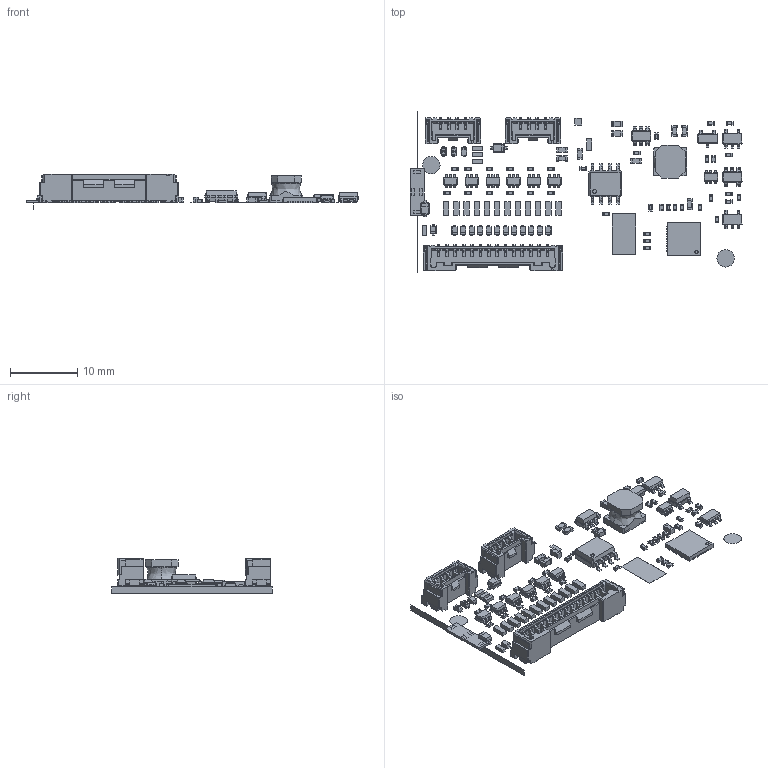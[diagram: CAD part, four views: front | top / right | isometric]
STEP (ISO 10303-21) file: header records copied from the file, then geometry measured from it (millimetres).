
FILE_DESCRIPTION(/* description */ (''),/* implementation_level */ '2;1');
FILE_NAME(/* name */ 'BaseTemplateNoLED.step',/* time_stamp */ '2022-07-26T11:50:47+02:00',/* author */ (''),/* organization */ (''),/* preprocessor_version */ 'ST-DEVELOPER v19',/* originating_system */ 'Autodesk Translation Framework v11.7.0.108',/* authorisation */ '');
FILE_SCHEMA (('AUTOMOTIVE_DESIGN { 1 0 10303 214 3 1 1 }','PROCESS_PLANNING_SCHEMA'));
Products named in the file (237): BaseTemplate; PT061; Board; Elektronik; Elektronik v5.step; LL012-3D.step; DesignRootModel.step; Submodel-ESD-TVS-24V-UNI-PESD24VS1UB_part_simplified_SOD-523.step; Submodel-Q_4_FunktionsmusterAlgraDF_LeanLine03-Hardware01-Schema-Layo
utLL012LL012_PCB3DInput_SD_SOD-523.xtd.step; Submodel-ESD-TVS-24V-UNI-PESD24VS1UB_part_simplified_SOD-523.step-1; Submodel-Q_4_FunktionsmusterAlgraDF_LeanLine03-Hardware01-Schema-Layo
utLL012LL012_PCB3DInput_SD_SOD-523.xtd.step-1; Submodel-D-S-PMEG4005AEA_part_simplified_SOD323.step; Submodel-Q_4_FunktionsmusterAlgraDF_LeanLine03-Hardware01-Schema-Layo
utLL012LL012_PCB3DInput_SD_SOD-323.xtd.step; Submodel-D-S-PMEG4005AEA_part_simplified_SOD323.step-1; Submodel-Q_4_FunktionsmusterAlgraDF_LeanLine03-Hardware01-Schema-Layo
utLL012LL012_PCB3DInput_SD_SOD-323.xtd.step-1; D_SOD-323.step; Submodel-R-0402-4K7_part_simplified_0402.step; Submodel-Q_4_FunktionsmusterAlgraDF_LeanLine03-Hardware01-Schema-Layo
utLL012LL012_PCB3DInput_SR_0402_1005Metric.xtd.step; Submodel-R-0402-4K7_part_simplified_0402.step-1; Submodel-Q_4_FunktionsmusterAlgraDF_LeanLine03-Hardware01-Schema-Layo
utLL012LL012_PCB3DInput_SR_0402_1005Metric.xtd.step-1; Submodel-ESD-TVS-24V-UNI-PESD24VS1UB_part_simplified_SOD-523.step-2; Submodel-Q_4_FunktionsmusterAlgraDF_LeanLine03-Hardware01-Schema-Layo
utLL012LL012_PCB3DInput_SD_SOD-523.xtd.step-2; Submodel-ESD-TVS-24V-UNI-PESD24VS1UB_part_simplified_SOD-523.step-3; Submodel-Q_4_FunktionsmusterAlgraDF_LeanLine03-Hardware01-Schema-Layo
utLL012LL012_PCB3DInput_SD_SOD-523.xtd.step-3; Submodel-ESD-TVS-24V-UNI-PESD24VS1UB_part_simplified_SOD-523.step-4; Submodel-Q_4_FunktionsmusterAlgraDF_LeanLine03-Hardware01-Schema-Layo
utLL012LL012_PCB3DInput_SD_SOD-523.xtd.step-4; Submodel-ESD-TVS-24V-UNI-PESD24VS1UB_part_simplified_SOD-523.step-5; Submodel-Q_4_FunktionsmusterAlgraDF_LeanLine03-Hardware01-Schema-Layo
utLL012LL012_PCB3DInput_SD_SOD-523.xtd.step-5; Submodel-ESD-TVS-24V-UNI-PESD24VS1UB_part_simplified_SOD-523.step-6; Submodel-Q_4_FunktionsmusterAlgraDF_LeanLine03-Hardware01-Schema-Layo
utLL012LL012_PCB3DInput_SD_SOD-523.xtd.step-6; Submodel-ESD-TVS-24V-UNI-PESD24VS1UB_part_simplified_SOD-523.step-7; Submodel-Q_4_FunktionsmusterAlgraDF_LeanLine03-Hardware01-Schema-Layo
utLL012LL012_PCB3DInput_SD_SOD-523.xtd.step-7; Submodel-ESD-TVS-24V-UNI-PESD24VS1UB_part_simplified_SOD-523.step-8; Submodel-Q_4_FunktionsmusterAlgraDF_LeanLine03-Hardware01-Schema-Layo
utLL012LL012_PCB3DInput_SD_SOD-523.xtd.step-8; Submodel-ESD-TVS-24V-UNI-PESD24VS1UB_part_simplified_SOD-523.step-9; Submodel-Q_4_FunktionsmusterAlgraDF_LeanLine03-Hardware01-Schema-Layo
utLL012LL012_PCB3DInput_SD_SOD-523.xtd.step-9; Submodel-ESD-TVS-24V-UNI-PESD24VS1UB_part_simplified_SOD-523.step-10; Submodel-Q_4_FunktionsmusterAlgraDF_LeanLine03-Hardware01-Schema-Layo
utLL012LL012_PCB3DInput_SD_SOD-523.xtd.step-10; Submodel-ESD-TVS-24V-UNI-PESD24VS1UB_part_simplified_SOD-523.step-11; Submodel-Q_4_FunktionsmusterAlgraDF_LeanLine03-Hardware01-Schema-Layo
utLL012LL012_PCB3DInput_SD_SOD-523.xtd.step-11 ...
Assembly tree (328 placements, depth 8):
  BaseTemplate
    PT061  x12
    Board
    Elektronik
      Elektronik v5.step
        LL012-3D.step
          DesignRootModel.step
            Submodel-ESD-TVS-24V-UNI-PESD24VS1UB_part_simplified_SOD-523.step
              Submodel-Q_4_FunktionsmusterAlgraDF_LeanLine03-Hardware01-Schema-Layo
utLL012LL012_PCB3DInput_SD_SOD-523.xtd.step
                D_SOD-523.step
            Submodel-ESD-TVS-24V-UNI-PESD24VS1UB_part_simplified_SOD-523.step-1
              Submodel-Q_4_FunktionsmusterAlgraDF_LeanLine03-Hardware01-Schema-Layo
utLL012LL012_PCB3DInput_SD_SOD-523.xtd.step-1
                D_SOD-523.step
            Submodel-D-S-PMEG4005AEA_part_simplified_SOD323.step
              Submodel-Q_4_FunktionsmusterAlgraDF_LeanLine03-Hardware01-Schema-Layo
utLL012LL012_PCB3DInput_SD_SOD-323.xtd.step
                D_SOD-323.step
            Submodel-D-S-PMEG4005AEA_part_simplified_SOD323.step-1
              Submodel-Q_4_FunktionsmusterAlgraDF_LeanLine03-Hardware01-Schema-Layo
utLL012LL012_PCB3DInput_SD_SOD-323.xtd.step-1
                D_SOD-323.step
            Submodel-R-0402-4K7_part_simplified_0402.step
              Submodel-Q_4_FunktionsmusterAlgraDF_LeanLine03-Hardware01-Schema-Layo
utLL012LL012_PCB3DInput_SR_0402_1005Metric.xtd.step
                R_0402_1005Metric.step
            Submodel-R-0402-4K7_part_simplified_0402.step-1
              Submodel-Q_4_FunktionsmusterAlgraDF_LeanLine03-Hardware01-Schema-Layo
utLL012LL012_PCB3DInput_SR_0402_1005Metric.xtd.step-1
                R_0402_1005Metric.step
            Submodel-ESD-TVS-24V-UNI-PESD24VS1UB_part_simplified_SOD-523.step-2
              Submodel-Q_4_FunktionsmusterAlgraDF_LeanLine03-Hardware01-Schema-Layo
utLL012LL012_PCB3DInput_SD_SOD-523.xtd.step-2
                D_SOD-523.step
            Submodel-ESD-TVS-24V-UNI-PESD24VS1UB_part_simplified_SOD-523.step-3
              Submodel-Q_4_FunktionsmusterAlgraDF_LeanLine03-Hardware01-Schema-Layo
utLL012LL012_PCB3DInput_SD_SOD-523.xtd.step-3
                D_SOD-523.step
            Submodel-ESD-TVS-24V-UNI-PESD24VS1UB_part_simplified_SOD-523.step-4
              Submodel-Q_4_FunktionsmusterAlgraDF_LeanLine03-Hardware01-Schema-Layo
utLL012LL012_PCB3DInput_SD_SOD-523.xtd.step-4
                D_SOD-523.step
            Submodel-ESD-TVS-24V-UNI-PESD24VS1UB_part_simplified_SOD-523.step-5
              Submodel-Q_4_FunktionsmusterAlgraDF_LeanLine03-Hardware01-Schema-Layo
utLL012LL012_PCB3DInput_SD_SOD-523.xtd.step-5
                D_SOD-523.step
            Submodel-ESD-TVS-24V-UNI-PESD24VS1UB_part_simplified_SOD-523.step-6
              Submodel-Q_4_FunktionsmusterAlgraDF_LeanLine03-Hardware01-Schema-Layo
utLL012LL012_PCB3DInput_SD_SOD-523.xtd.step-6
                D_SOD-523.step
            Submodel-ESD-TVS-24V-UNI-PESD24VS1UB_part_simplified_SOD-523.step-7
              Submodel-Q_4_FunktionsmusterAlgraDF_LeanLine03-Hardware01-Schema-Layo
utLL012LL012_PCB3DInput_SD_SOD-523.xtd.step-7
                D_SOD-523.step
            Submodel-ESD-TVS-24V-UNI-PESD24VS1UB_part_simplified_SOD-523.step-8
              Submodel-Q_4_FunktionsmusterAlgraDF_LeanLine03-Hardware01-Schema-Layo
utLL012LL012_PCB3DInput_SD_SOD-523.xtd.step-8
                D_SOD-523.step
            Submodel-ESD-TVS-24V-UNI-PESD24VS1UB_part_simplified_SOD-523.step-9
              Submodel-Q_4_FunktionsmusterAlgraDF_LeanLine03-Hardware01-Schema-Layo
utLL012LL012_PCB3DInput_SD_SOD-523.xtd.step-9
                D_SOD-523.step
            Submodel-ESD-TVS-24V-UNI-PESD24VS1UB_part_simplified_SOD-523.step-10
              Submodel-Q_4_FunktionsmusterAlgraDF_LeanLine03-Hardware01-Schema-Layo
utLL012LL012_PCB3DInput_SD_SOD-523.xtd.step-10
                D_SOD-523.step
            Submodel-ESD-TVS-24V-UNI-PESD24VS1UB_part_simplified_SOD-523.step-11
              Submodel-Q_4_FunktionsmusterAlgraDF_LeanLine03-Hardware01-Schema-Layo
utLL012LL012_PCB3DInput_SD_SOD-523.xtd.step-11
                D_SOD-523.step
            Submodel-ESD-TVS-24V-UNI-PESD24VS1UB_part_simplified_SOD-523.step-12
              Submodel-Q_4_FunktionsmusterAlgraDF_LeanLine03-Hardware01-Schema-Layo
utLL012LL012_PCB3DInput_SD_SOD-523.xtd.step-12
                D_SOD-523.step
            Submodel-ESD-TVS-24V-UNI-PESD24VS1UB_part_simplified_SOD-523.step-13
              Submodel-Q_4_FunktionsmusterAlgraDF_LeanLine03-Hardware01-Schema-Layo
utLL012LL012_PCB3DInput_SD_SOD-523.xtd.step-13
Bounding box: 49.52 x 24 x 5.23 mm (x, y, z)
Volume: 573.6 mm3; surface area: 2420.6 mm2
Topology: 122 solids, 122 shells, 5688 faces, 14537 edges, 9250 vertices
Faces by surface type: plane 4661, cylinder 991, sphere 16, cone 12, bspline 6, torus 2
Full cylindrical faces by diameter (mm): 0.052 x2, 0.5 x1, 0.6 x1, 2.6 x2
Entity records: 78519 total; most frequent: CARTESIAN_POINT 13284, DIRECTION 12750, ORIENTED_EDGE 12440, EDGE_CURVE 6220, LINE 5470, VECTOR 5470, VERTEX_POINT 3968, AXIS2_PLACEMENT_3D 3640
